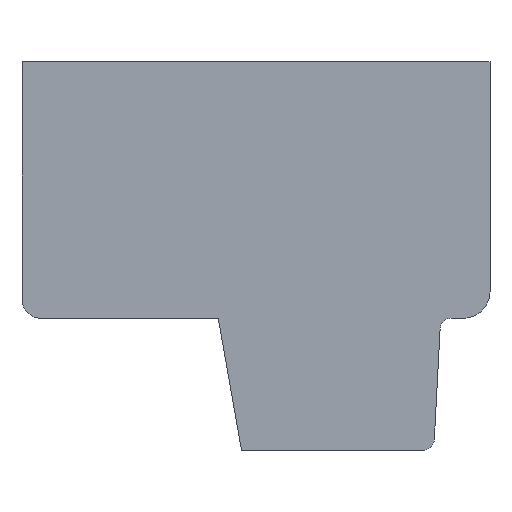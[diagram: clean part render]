
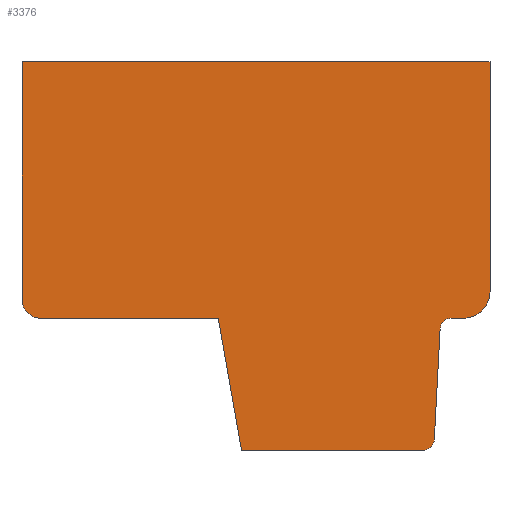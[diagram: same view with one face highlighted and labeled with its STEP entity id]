
A CAD part, front view. The second image highlights one B-rep face of the part: STEP entity #3376.
In plain terms, the highlighted planar face has unit normal (0, -1, 0).
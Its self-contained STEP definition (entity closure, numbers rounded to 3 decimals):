
#1=DIRECTION('',(0.,0.,1.));
#2=VECTOR('',#1,6.3);
#3=CARTESIAN_POINT('',(-6.2,0.,-1.15));
#4=LINE('',#3,#2);
#5=DIRECTION('',(1.,0.,0.));
#6=VECTOR('',#5,12.4);
#7=CARTESIAN_POINT('',(-6.2,0.,5.15));
#8=LINE('',#7,#6);
#9=DIRECTION('',(0.,0.,-1.));
#10=VECTOR('',#9,6.1);
#11=CARTESIAN_POINT('',(6.2,0.,5.15));
#12=LINE('',#11,#10);
#13=CARTESIAN_POINT('',(5.5,0.,-0.95));
#14=DIRECTION('',(0.,1.,0.));
#15=DIRECTION('',(1.,0.,0.));
#16=AXIS2_PLACEMENT_3D('',#13,#14,#15);
#18=DIRECTION('',(-1.,0.,0.));
#19=VECTOR('',#18,0.323);
#20=CARTESIAN_POINT('',(5.5,0.,-1.65));
#21=LINE('',#20,#19);
#22=CARTESIAN_POINT('',(5.177,0.,-1.95));
#23=DIRECTION('',(0.,-1.,0.));
#24=DIRECTION('',(0.,0.,1.));
#25=AXIS2_PLACEMENT_3D('',#22,#23,#24);
#27=DIRECTION('',(-0.052,0.,-0.999));
#28=VECTOR('',#27,2.904);
#29=CARTESIAN_POINT('',(4.877,0.,-1.95));
#30=LINE('',#29,#28);
#31=CARTESIAN_POINT('',(4.425,0.,-4.85));
#32=DIRECTION('',(0.,1.,0.));
#33=DIRECTION('',(1.,0.,0.));
#34=AXIS2_PLACEMENT_3D('',#31,#32,#33);
#36=DIRECTION('',(-1.,0.,0.));
#37=VECTOR('',#36,4.808);
#38=CARTESIAN_POINT('',(4.425,0.,-5.15));
#39=LINE('',#38,#37);
#40=DIRECTION('',(-0.174,0.,0.985));
#41=VECTOR('',#40,3.554);
#42=CARTESIAN_POINT('',(-0.383,0.,-5.15));
#43=LINE('',#42,#41);
#44=DIRECTION('',(-1.,0.,0.));
#45=VECTOR('',#44,4.7);
#46=CARTESIAN_POINT('',(-1.,0.,-1.65));
#47=LINE('',#46,#45);
#48=CARTESIAN_POINT('',(-5.7,0.,-1.15));
#49=DIRECTION('',(0.,1.,0.));
#50=DIRECTION('',(0.,0.,-1.));
#51=AXIS2_PLACEMENT_3D('',#48,#49,#50);
#2545=CARTESIAN_POINT('',(-6.2,0.,-1.15));
#2546=CARTESIAN_POINT('',(-6.2,0.,5.15));
#2547=VERTEX_POINT('',#2545);
#2548=VERTEX_POINT('',#2546);
#2549=CARTESIAN_POINT('',(6.2,0.,5.15));
#2550=VERTEX_POINT('',#2549);
#2551=CARTESIAN_POINT('',(6.2,0.,-0.95));
#2552=VERTEX_POINT('',#2551);
#2553=CARTESIAN_POINT('',(5.5,0.,-1.65));
#2554=VERTEX_POINT('',#2553);
#2555=CARTESIAN_POINT('',(5.177,0.,-1.65));
#2556=VERTEX_POINT('',#2555);
#2557=CARTESIAN_POINT('',(4.877,0.,-1.95));
#2558=VERTEX_POINT('',#2557);
#2559=CARTESIAN_POINT('',(4.725,0.,-4.85));
#2560=VERTEX_POINT('',#2559);
#2561=CARTESIAN_POINT('',(4.425,0.,-5.15));
#2562=VERTEX_POINT('',#2561);
#2563=CARTESIAN_POINT('',(-0.383,0.,-5.15));
#2564=VERTEX_POINT('',#2563);
#2565=CARTESIAN_POINT('',(-1.,0.,-1.65));
#2566=VERTEX_POINT('',#2565);
#2567=CARTESIAN_POINT('',(-5.7,0.,-1.65));
#2568=VERTEX_POINT('',#2567);
#3345=CARTESIAN_POINT('',(0.,0.,0.));
#3346=DIRECTION('',(0.,1.,0.));
#3347=DIRECTION('',(1.,0.,0.));
#3348=AXIS2_PLACEMENT_3D('',#3345,#3346,#3347);
#3349=PLANE('',#3348);
#3351=ORIENTED_EDGE('',*,*,#3350,.T.);
#3353=ORIENTED_EDGE('',*,*,#3352,.T.);
#3355=ORIENTED_EDGE('',*,*,#3354,.T.);
#3357=ORIENTED_EDGE('',*,*,#3356,.T.);
#3359=ORIENTED_EDGE('',*,*,#3358,.T.);
#3361=ORIENTED_EDGE('',*,*,#3360,.T.);
#3363=ORIENTED_EDGE('',*,*,#3362,.T.);
#3365=ORIENTED_EDGE('',*,*,#3364,.T.);
#3367=ORIENTED_EDGE('',*,*,#3366,.T.);
#3369=ORIENTED_EDGE('',*,*,#3368,.T.);
#3371=ORIENTED_EDGE('',*,*,#3370,.T.);
#3373=ORIENTED_EDGE('',*,*,#3372,.T.);
#3374=EDGE_LOOP('',(#3351,#3353,#3355,#3357,#3359,#3361,#3363,#3365,#3367,#3369,
#3371,#3373));
#3375=FACE_OUTER_BOUND('',#3374,.F.);
#3376=ADVANCED_FACE('',(#3375),#3349,.F.);
#17=CIRCLE('',#16,0.7);
#26=CIRCLE('',#25,0.3);
#35=CIRCLE('',#34,0.3);
#52=CIRCLE('',#51,0.5);
#3350=EDGE_CURVE('',#2547,#2548,#4,.T.);
#3352=EDGE_CURVE('',#2548,#2550,#8,.T.);
#3354=EDGE_CURVE('',#2550,#2552,#12,.T.);
#3356=EDGE_CURVE('',#2552,#2554,#17,.T.);
#3358=EDGE_CURVE('',#2554,#2556,#21,.T.);
#3360=EDGE_CURVE('',#2556,#2558,#26,.T.);
#3362=EDGE_CURVE('',#2558,#2560,#30,.T.);
#3364=EDGE_CURVE('',#2560,#2562,#35,.T.);
#3366=EDGE_CURVE('',#2562,#2564,#39,.T.);
#3368=EDGE_CURVE('',#2564,#2566,#43,.T.);
#3370=EDGE_CURVE('',#2566,#2568,#47,.T.);
#3372=EDGE_CURVE('',#2568,#2547,#52,.T.);
